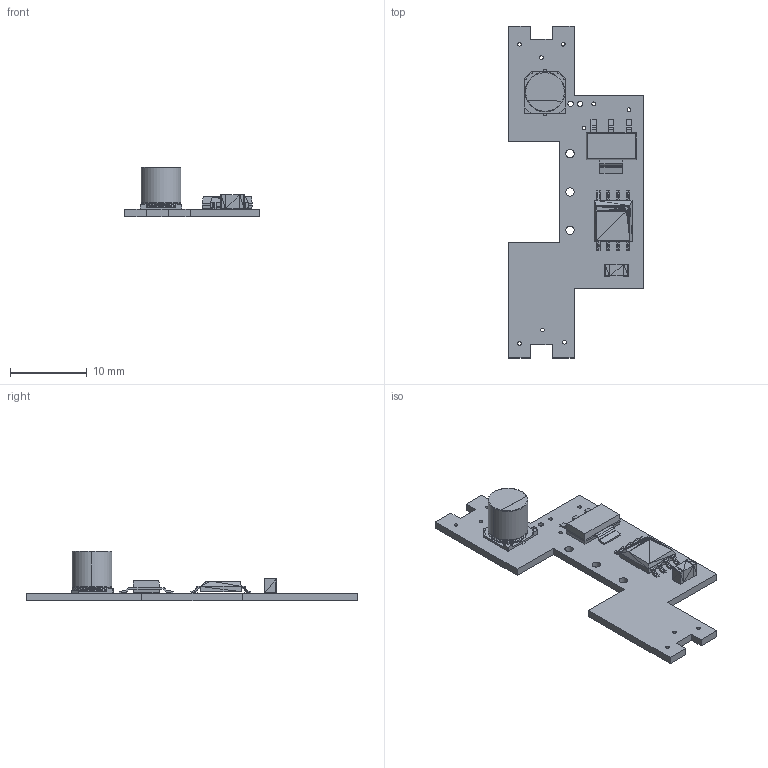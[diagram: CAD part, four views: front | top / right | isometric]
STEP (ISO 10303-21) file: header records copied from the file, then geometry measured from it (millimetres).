
FILE_DESCRIPTION(('for SolidWorks'),'2;1');
FILE_NAME('P1.step', '2015-12-30T17:46:57',('Tim'),(''),'Open CASCADE STEP processor 6.6', 'Diptrace','Unknown');
FILE_SCHEMA(('AUTOMOTIVE_DESIGN { 1 0 10303 214 1 1 1 1 }'));
Length unit declared in the file: millimetre
Products named in the file (6): PCB; Board; Model_2; Model_4; cap_1206; soic-8_209mil
Assembly tree (5 placements, depth 2):
  PCB
    Board
    Model_2
    Model_4
    cap_1206
    soic-8_209mil
Bounding box: 17.62 x 43.34 x 6.51 mm (x, y, z)
Volume: 491.7 mm3; surface area: 1591.2 mm2
Topology: 1 solids, 20 shells, 837 faces, 1463 edges, 664 vertices
Faces by surface type: plane 770, cylinder 55, torus 12
Full cylindrical faces by diameter (mm): 0.486 x13, 0.7 x2, 1.1 x3
Entity records: 24226 total; most frequent: DIRECTION 3286, CARTESIAN_POINT 2970, ORIENTED_EDGE 2926, EDGE_CURVE 1463, LINE 1326, VECTOR 1326, AXIS2_PLACEMENT_3D 980, FACE_BOUND 875
